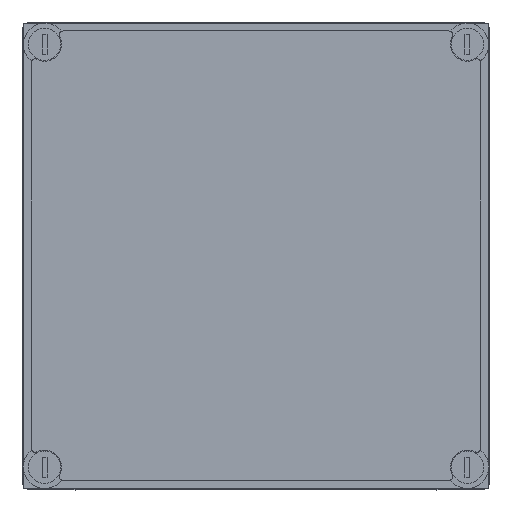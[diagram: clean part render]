
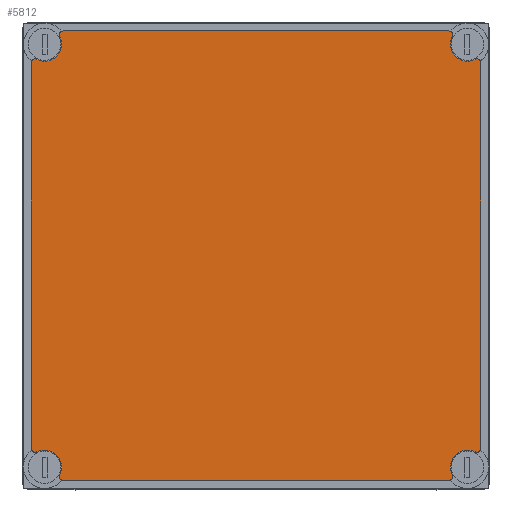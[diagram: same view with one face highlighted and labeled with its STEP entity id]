
A CAD part, top view. The second image highlights one B-rep face of the part: STEP entity #5812.
In plain terms, the highlighted planar face has unit normal (0, 0, 1).
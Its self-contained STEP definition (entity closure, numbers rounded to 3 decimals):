
#5812 = ADVANCED_FACE( '', ( #12457 ), #12458, .T. );
#12457 = FACE_OUTER_BOUND( '', #19843, .T. );
#12458 = PLANE( '', #19844 );
#19843 = EDGE_LOOP( '', ( #37703, #37704, #37705, #37706, #37707, #37708, #37709, #37710, #37711, #37712, #37713, #37714, #37715, #37716, #37717, #37718 ) );
#19844 = AXIS2_PLACEMENT_3D( '', #37719, #37720, #37721 );
#37703 = ORIENTED_EDGE( '', *, *, #50774, .F. );
#37704 = ORIENTED_EDGE( '', *, *, #51182, .T. );
#37705 = ORIENTED_EDGE( '', *, *, #51183, .F. );
#37706 = ORIENTED_EDGE( '', *, *, #51184, .T. );
#37707 = ORIENTED_EDGE( '', *, *, #51185, .F. );
#37708 = ORIENTED_EDGE( '', *, *, #49513, .F. );
#37709 = ORIENTED_EDGE( '', *, *, #49369, .F. );
#37710 = ORIENTED_EDGE( '', *, *, #51022, .T. );
#37711 = ORIENTED_EDGE( '', *, *, #48394, .F. );
#37712 = ORIENTED_EDGE( '', *, *, #48957, .F. );
#37713 = ORIENTED_EDGE( '', *, *, #48032, .F. );
#37714 = ORIENTED_EDGE( '', *, *, #51186, .T. );
#37715 = ORIENTED_EDGE( '', *, *, #49093, .F. );
#37716 = ORIENTED_EDGE( '', *, *, #50482, .T. );
#37717 = ORIENTED_EDGE( '', *, *, #51187, .F. );
#37718 = ORIENTED_EDGE( '', *, *, #51188, .T. );
#37719 = CARTESIAN_POINT( '', ( 0., 0., 105. ) );
#37720 = DIRECTION( '', ( 0., 0., 1. ) );
#37721 = DIRECTION( '', ( 1., 0., 0. ) );
#48032 = EDGE_CURVE( '', #59506, #59507, #59508, .F. );
#48394 = EDGE_CURVE( '', #60057, #60058, #60059, .F. );
#48957 = EDGE_CURVE( '', #59507, #60057, #60888, .T. );
#49093 = EDGE_CURVE( '', #61078, #61079, #61080, .F. );
#49369 = EDGE_CURVE( '', #61482, #61483, #61484, .F. );
#49513 = EDGE_CURVE( '', #61483, #61678, #61679, .T. );
#50482 = EDGE_CURVE( '', #61078, #62995, #62997, .T. );
#50774 = EDGE_CURVE( '', #63362, #63363, #63364, .F. );
#51022 = EDGE_CURVE( '', #61482, #60058, #63659, .F. );
#51182 = EDGE_CURVE( '', #63362, #63841, #63842, .T. );
#51183 = EDGE_CURVE( '', #63843, #63841, #63844, .F. );
#51184 = EDGE_CURVE( '', #63843, #63845, #63846, .F. );
#51185 = EDGE_CURVE( '', #61678, #63845, #63847, .F. );
#51186 = EDGE_CURVE( '', #59506, #61079, #63848, .F. );
#51187 = EDGE_CURVE( '', #63849, #62995, #63850, .F. );
#51188 = EDGE_CURVE( '', #63849, #63363, #63851, .F. );
#59506 = VERTEX_POINT( '', #75016 );
#59507 = VERTEX_POINT( '', #75017 );
#59508 = CIRCLE( '', #75018, 3. );
#60057 = VERTEX_POINT( '', #75766 );
#60058 = VERTEX_POINT( '', #75767 );
#60059 = CIRCLE( '', #75768, 3. );
#60888 = LINE( '', #76916, #76917 );
#61078 = VERTEX_POINT( '', #77190 );
#61079 = VERTEX_POINT( '', #77191 );
#61080 = CIRCLE( '', #77192, 3. );
#61482 = VERTEX_POINT( '', #77763 );
#61483 = VERTEX_POINT( '', #77764 );
#61484 = CIRCLE( '', #77765, 3. );
#61678 = VERTEX_POINT( '', #78028 );
#61679 = LINE( '', #78029, #78030 );
#62995 = VERTEX_POINT( '', #79853 );
#62997 = LINE( '', #79856, #79857 );
#63362 = VERTEX_POINT( '', #80374 );
#63363 = VERTEX_POINT( '', #80375 );
#63364 = CIRCLE( '', #80376, 3. );
#63659 = CIRCLE( '', #80782, 13.64 );
#63841 = VERTEX_POINT( '', #81035 );
#63842 = LINE( '', #81036, #81037 );
#63843 = VERTEX_POINT( '', #81038 );
#63844 = CIRCLE( '', #81039, 3. );
#63845 = VERTEX_POINT( '', #81040 );
#63846 = CIRCLE( '', #81041, 13.64 );
#63847 = CIRCLE( '', #81042, 3. );
#63848 = CIRCLE( '', #81043, 13.64 );
#63849 = VERTEX_POINT( '', #81044 );
#63850 = CIRCLE( '', #81045, 3. );
#63851 = CIRCLE( '', #81046, 13.64 );
#75016 = CARTESIAN_POINT( '', ( 362.23, 343.866, 105. ) );
#75017 = CARTESIAN_POINT( '', ( 366.6, 341.197, 105. ) );
#75018 = AXIS2_PLACEMENT_3D( '', #87484, #87485, #87486 );
#75766 = CARTESIAN_POINT( '', ( 366.6, 31.803, 105. ) );
#75767 = CARTESIAN_POINT( '', ( 362.23, 29.134, 105. ) );
#75768 = AXIS2_PLACEMENT_3D( '', #87905, #87906, #87907 );
#76916 = CARTESIAN_POINT( '', ( 366.6, 373., 105. ) );
#76917 = VECTOR( '', #88545, 1000. );
#77190 = CARTESIAN_POINT( '', ( 341.197, 366.6, 105. ) );
#77191 = CARTESIAN_POINT( '', ( 343.866, 362.23, 105. ) );
#77192 = AXIS2_PLACEMENT_3D( '', #88680, #88681, #88682 );
#77763 = CARTESIAN_POINT( '', ( 343.866, 10.77, 105. ) );
#77764 = CARTESIAN_POINT( '', ( 341.197, 6.4, 105. ) );
#77765 = AXIS2_PLACEMENT_3D( '', #88993, #88994, #88995 );
#78028 = CARTESIAN_POINT( '', ( 31.803, 6.4, 105. ) );
#78029 = CARTESIAN_POINT( '', ( 373., 6.4, 105. ) );
#78030 = VECTOR( '', #89155, 1000. );
#79853 = CARTESIAN_POINT( '', ( 31.803, 366.6, 105. ) );
#79856 = CARTESIAN_POINT( '', ( 373., 366.6, 105. ) );
#79857 = VECTOR( '', #90429, 1000. );
#80374 = CARTESIAN_POINT( '', ( 6.4, 341.197, 105. ) );
#80375 = CARTESIAN_POINT( '', ( 10.77, 343.866, 105. ) );
#80376 = AXIS2_PLACEMENT_3D( '', #90693, #90694, #90695 );
#80782 = AXIS2_PLACEMENT_3D( '', #90921, #90922, #90923 );
#81035 = CARTESIAN_POINT( '', ( 6.4, 31.803, 105. ) );
#81036 = CARTESIAN_POINT( '', ( 6.4, 373., 105. ) );
#81037 = VECTOR( '', #91040, 1000. );
#81038 = CARTESIAN_POINT( '', ( 10.77, 29.134, 105. ) );
#81039 = AXIS2_PLACEMENT_3D( '', #91041, #91042, #91043 );
#81040 = CARTESIAN_POINT( '', ( 29.134, 10.77, 105. ) );
#81041 = AXIS2_PLACEMENT_3D( '', #91044, #91045, #91046 );
#81042 = AXIS2_PLACEMENT_3D( '', #91047, #91048, #91049 );
#81043 = AXIS2_PLACEMENT_3D( '', #91050, #91051, #91052 );
#81044 = CARTESIAN_POINT( '', ( 29.134, 362.23, 105. ) );
#81045 = AXIS2_PLACEMENT_3D( '', #91053, #91054, #91055 );
#81046 = AXIS2_PLACEMENT_3D( '', #91056, #91057, #91058 );
#87484 = CARTESIAN_POINT( '', ( 363.6, 341.197, 105. ) );
#87485 = DIRECTION( '', ( 0., 0., 1. ) );
#87486 = DIRECTION( '', ( 1., 0., 0. ) );
#87905 = CARTESIAN_POINT( '', ( 363.6, 31.803, 105. ) );
#87906 = DIRECTION( '', ( 0., 0., 1. ) );
#87907 = DIRECTION( '', ( 1., 0., 0. ) );
#88545 = DIRECTION( '', ( 0., -1., 0. ) );
#88680 = CARTESIAN_POINT( '', ( 341.197, 363.6, 105. ) );
#88681 = DIRECTION( '', ( 0., 0., 1. ) );
#88682 = DIRECTION( '', ( 1., 0., 0. ) );
#88993 = CARTESIAN_POINT( '', ( 341.197, 9.4, 105. ) );
#88994 = DIRECTION( '', ( 0., 0., 1. ) );
#88995 = DIRECTION( '', ( 1., 0., 0. ) );
#89155 = DIRECTION( '', ( -1., 0., 0. ) );
#90429 = DIRECTION( '', ( -1., 0., 0. ) );
#90693 = CARTESIAN_POINT( '', ( 9.4, 341.197, 105. ) );
#90694 = DIRECTION( '', ( 0., 0., 1. ) );
#90695 = DIRECTION( '', ( 1., 0., 0. ) );
#90921 = CARTESIAN_POINT( '', ( 356., 17., 105. ) );
#90922 = DIRECTION( '', ( 0., 0., 1. ) );
#90923 = DIRECTION( '', ( 1., 0., 0. ) );
#91040 = DIRECTION( '', ( 0., -1., 0. ) );
#91041 = CARTESIAN_POINT( '', ( 9.4, 31.803, 105. ) );
#91042 = DIRECTION( '', ( 0., 0., 1. ) );
#91043 = DIRECTION( '', ( 1., 0., 0. ) );
#91044 = CARTESIAN_POINT( '', ( 17., 17., 105. ) );
#91045 = DIRECTION( '', ( 0., 0., 1. ) );
#91046 = DIRECTION( '', ( 1., 0., 0. ) );
#91047 = CARTESIAN_POINT( '', ( 31.803, 9.4, 105. ) );
#91048 = DIRECTION( '', ( 0., 0., 1. ) );
#91049 = DIRECTION( '', ( 1., 0., 0. ) );
#91050 = CARTESIAN_POINT( '', ( 356., 356., 105. ) );
#91051 = DIRECTION( '', ( 0., 0., 1. ) );
#91052 = DIRECTION( '', ( 1., 0., 0. ) );
#91053 = CARTESIAN_POINT( '', ( 31.803, 363.6, 105. ) );
#91054 = DIRECTION( '', ( 0., 0., 1. ) );
#91055 = DIRECTION( '', ( 1., 0., 0. ) );
#91056 = CARTESIAN_POINT( '', ( 17., 356., 105. ) );
#91057 = DIRECTION( '', ( 0., 0., 1. ) );
#91058 = DIRECTION( '', ( 1., 0., 0. ) );
